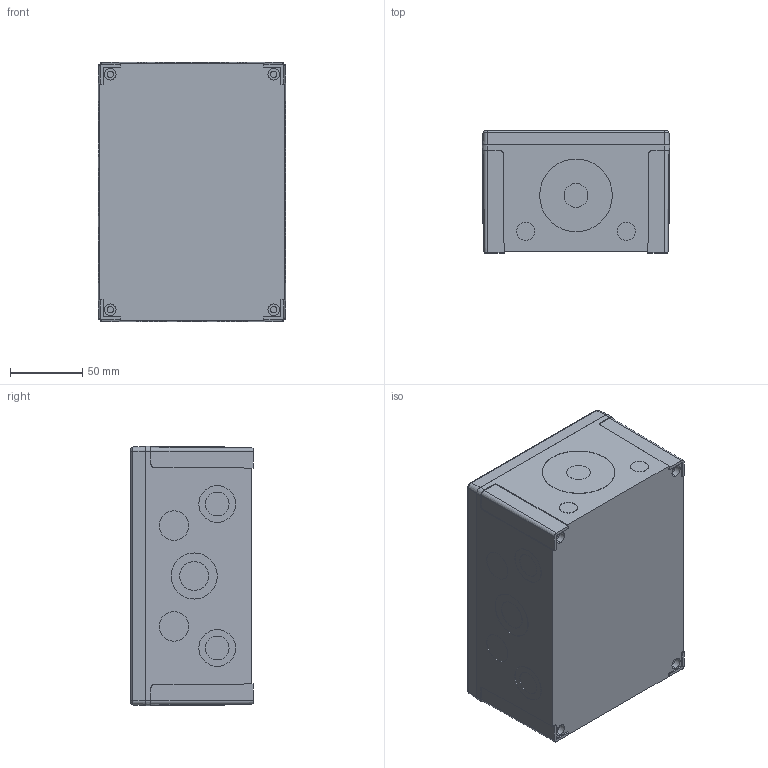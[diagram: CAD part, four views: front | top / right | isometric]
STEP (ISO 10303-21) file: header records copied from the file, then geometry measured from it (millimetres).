
FILE_DESCRIPTION (( 'STEP AP203' ), '1' );
FILE_NAME ('ULPCM15085XG_Default.step', '2025-08-29T17:49:29', ( 'Windows User' ), ( 'AUTOMATION DIRECT' ), 'SwSTEP 2.0', 'SolidWorks 2024', '' );
FILE_SCHEMA (( 'CONFIG_CONTROL_DESIGN' ));
Length unit declared in the file: inch
Products named in the file (1): ULPCM15085XG_Default
Bounding box: 130.1 x 85 x 180.1 mm (x, y, z)
Volume: 366043.3 mm3; surface area: 204352.2 mm2
Topology: 6 solids, 6 shells, 564 faces, 1331 edges, 866 vertices
Faces by surface type: plane 290, cylinder 222, cone 28, torus 16, sphere 8
Entity records: 16452 total; most frequent: DIRECTION 2961, CARTESIAN_POINT 2930, ORIENTED_EDGE 2662, EDGE_CURVE 1331, AXIS2_PLACEMENT_3D 1105, VERTEX_POINT 866, LINE 751, VECTOR 751
